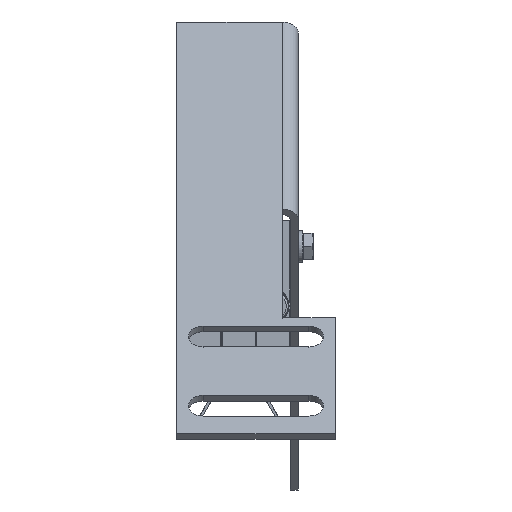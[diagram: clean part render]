
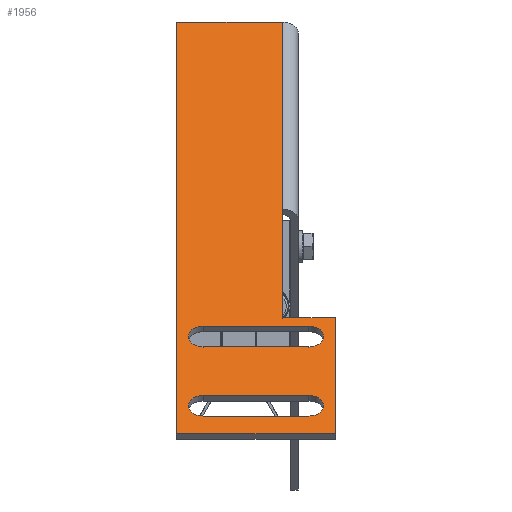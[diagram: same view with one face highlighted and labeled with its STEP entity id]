
A CAD part, front view. The second image highlights one B-rep face of the part: STEP entity #1956.
In plain terms, the highlighted face is planar.
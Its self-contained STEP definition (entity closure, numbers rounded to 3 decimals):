
#862=CARTESIAN_POINT('',(100.,150.,-3.));
#863=VERTEX_POINT('',#862);
#871=CARTESIAN_POINT('',(0.,150.0,-3.));
#872=VERTEX_POINT('',#871);
#873=CARTESIAN_POINT('',(100.,150.0,-3.));
#874=DIRECTION('',(-1.0,0.0,0.0));
#875=VECTOR('',#874,100.);
#876=LINE('',#873,#875);
#877=EDGE_CURVE('',#863,#872,#876,.T.);
#944=CARTESIAN_POINT('',(100.,150.,-43.));
#945=VERTEX_POINT('',#944);
#952=CARTESIAN_POINT('',(100.,150.,-43.));
#953=DIRECTION('',(0.0,0.0,1.0));
#954=VECTOR('',#953,40.);
#955=LINE('',#952,#954);
#956=EDGE_CURVE('',#945,#863,#955,.T.);
#1259=CARTESIAN_POINT('',(-110.5,150.,-33.));
#1260=VERTEX_POINT('',#1259);
#1267=CARTESIAN_POINT('',(-110.5,150.,7.));
#1268=VERTEX_POINT('',#1267);
#1269=CARTESIAN_POINT('',(-110.5,150.,7.));
#1270=DIRECTION('',(0.0,0.0,-1.0));
#1271=VECTOR('',#1270,40.0);
#1272=LINE('',#1269,#1271);
#1273=EDGE_CURVE('',#1268,#1260,#1272,.T.);
#1290=CARTESIAN_POINT('',(-99.5,150.,7.));
#1291=VERTEX_POINT('',#1290);
#1298=CARTESIAN_POINT('',(-99.5,150.,-33.));
#1299=VERTEX_POINT('',#1298);
#1300=CARTESIAN_POINT('',(-99.5,150.,-33.));
#1301=DIRECTION('',(0.0,0.0,1.0));
#1302=VECTOR('',#1301,40.0);
#1303=LINE('',#1300,#1302);
#1304=EDGE_CURVE('',#1299,#1291,#1303,.T.);
#1321=CARTESIAN_POINT('',(-62.5,150.,7.));
#1322=VERTEX_POINT('',#1321);
#1329=CARTESIAN_POINT('',(-62.5,150.,-33.));
#1330=VERTEX_POINT('',#1329);
#1331=CARTESIAN_POINT('',(-62.5,150.0,-33.));
#1332=DIRECTION('',(0.0,0.0,1.0));
#1333=VECTOR('',#1332,40.0);
#1334=LINE('',#1331,#1333);
#1335=EDGE_CURVE('',#1330,#1322,#1334,.T.);
#1352=CARTESIAN_POINT('',(-73.5,150.,-33.));
#1353=VERTEX_POINT('',#1352);
#1360=CARTESIAN_POINT('',(-73.5,150.,7.));
#1361=VERTEX_POINT('',#1360);
#1362=CARTESIAN_POINT('',(-73.5,150.,7.));
#1363=DIRECTION('',(0.0,0.0,-1.0));
#1364=VECTOR('',#1363,40.0);
#1365=LINE('',#1362,#1364);
#1366=EDGE_CURVE('',#1361,#1353,#1365,.T.);
#1383=CARTESIAN_POINT('',(-68.,150.0,-33.));
#1384=DIRECTION('',(0.0,-1.0,0.0));
#1385=DIRECTION('',(-1.0,0.0,0.0));
#1386=AXIS2_PLACEMENT_3D('',#1383,#1384,#1385);
#1387=CIRCLE('',#1386,5.5);
#1388=EDGE_CURVE('',#1353,#1330,#1387,.T.);
#1403=CARTESIAN_POINT('',(-105.,150.0,-33.));
#1404=DIRECTION('',(0.0,-1.0,0.0));
#1405=DIRECTION('',(-1.0,0.0,0.0));
#1406=AXIS2_PLACEMENT_3D('',#1403,#1404,#1405);
#1407=CIRCLE('',#1406,5.5);
#1408=EDGE_CURVE('',#1260,#1299,#1407,.T.);
#1421=CARTESIAN_POINT('',(-68.,150.0,7.));
#1422=DIRECTION('',(0.0,-1.0,0.0));
#1423=DIRECTION('',(-1.0,0.0,0.0));
#1424=AXIS2_PLACEMENT_3D('',#1421,#1422,#1423);
#1425=CIRCLE('',#1424,5.5);
#1426=EDGE_CURVE('',#1322,#1361,#1425,.T.);
#1437=CARTESIAN_POINT('',(-105.,150.0,7.));
#1438=DIRECTION('',(0.0,-1.0,0.0));
#1439=DIRECTION('',(-1.0,0.0,0.0));
#1440=AXIS2_PLACEMENT_3D('',#1437,#1438,#1439);
#1441=CIRCLE('',#1440,5.5);
#1442=EDGE_CURVE('',#1291,#1268,#1441,.T.);
#1455=CARTESIAN_POINT('',(-120.,150.,-43.));
#1456=VERTEX_POINT('',#1455);
#1463=CARTESIAN_POINT('',(-120.,150.,-43.));
#1464=DIRECTION('',(1.0,0.0,0.0));
#1465=VECTOR('',#1464,220.0);
#1466=LINE('',#1463,#1465);
#1467=EDGE_CURVE('',#1456,#945,#1466,.T.);
#1479=CARTESIAN_POINT('',(-120.,150.,17.));
#1480=VERTEX_POINT('',#1479);
#1487=CARTESIAN_POINT('',(-120.,150.,17.));
#1488=DIRECTION('',(0.0,0.0,-1.0));
#1489=VECTOR('',#1488,60.0);
#1490=LINE('',#1487,#1489);
#1491=EDGE_CURVE('',#1480,#1456,#1490,.T.);
#1503=CARTESIAN_POINT('',(-58.,150.,17.));
#1504=VERTEX_POINT('',#1503);
#1511=CARTESIAN_POINT('',(-58.,150.,17.));
#1512=DIRECTION('',(-1.0,0.0,0.0));
#1513=VECTOR('',#1512,62.);
#1514=LINE('',#1511,#1513);
#1515=EDGE_CURVE('',#1504,#1480,#1514,.T.);
#1527=CARTESIAN_POINT('',(-58.,150.,-3.));
#1528=VERTEX_POINT('',#1527);
#1535=CARTESIAN_POINT('',(-58.,150.,-3.));
#1536=DIRECTION('',(0.0,0.0,1.0));
#1537=VECTOR('',#1536,20.);
#1538=LINE('',#1535,#1537);
#1539=EDGE_CURVE('',#1528,#1504,#1538,.T.);
#1557=CARTESIAN_POINT('',(0.,150.0,-3.));
#1558=DIRECTION('',(-1.0,0.0,0.0));
#1559=VECTOR('',#1558,58.);
#1560=LINE('',#1557,#1559);
#1561=EDGE_CURVE('',#872,#1528,#1560,.T.);
#1930=CARTESIAN_POINT('',(0.,150.0,0.0));
#1931=DIRECTION('',(0.0,1.0,0.0));
#1932=DIRECTION('',(0.0,0.0,1.0));
#1933=AXIS2_PLACEMENT_3D('',#1930,#1931,#1932);
#1934=PLANE('',#1933);
#1935=ORIENTED_EDGE('',*,*,#877,.F.);
#1936=ORIENTED_EDGE('',*,*,#956,.F.);
#1937=ORIENTED_EDGE('',*,*,#1467,.F.);
#1938=ORIENTED_EDGE('',*,*,#1491,.F.);
#1939=ORIENTED_EDGE('',*,*,#1515,.F.);
#1940=ORIENTED_EDGE('',*,*,#1539,.F.);
#1941=ORIENTED_EDGE('',*,*,#1561,.F.);
#1942=EDGE_LOOP('',(#1935,#1936,#1937,#1938,#1939,#1940,#1941));
#1943=FACE_OUTER_BOUND('',#1942,.T.);
#1944=ORIENTED_EDGE('',*,*,#1335,.T.);
#1945=ORIENTED_EDGE('',*,*,#1426,.T.);
#1946=ORIENTED_EDGE('',*,*,#1366,.T.);
#1947=ORIENTED_EDGE('',*,*,#1388,.T.);
#1948=EDGE_LOOP('',(#1944,#1945,#1946,#1947));
#1949=FACE_BOUND('',#1948,.T.);
#1950=ORIENTED_EDGE('',*,*,#1273,.T.);
#1951=ORIENTED_EDGE('',*,*,#1408,.T.);
#1952=ORIENTED_EDGE('',*,*,#1304,.T.);
#1953=ORIENTED_EDGE('',*,*,#1442,.T.);
#1954=EDGE_LOOP('',(#1950,#1951,#1952,#1953));
#1955=FACE_BOUND('',#1954,.T.);
#1956=ADVANCED_FACE('',(#1943,#1949,#1955),#1934,.T.);
